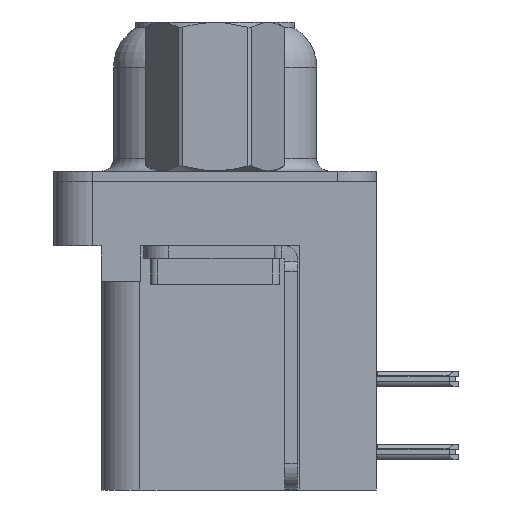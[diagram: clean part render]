
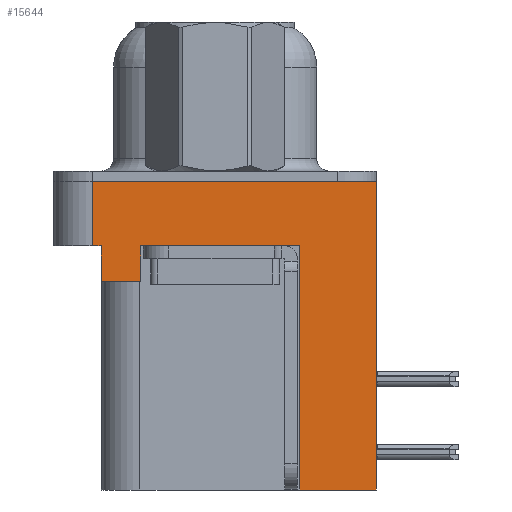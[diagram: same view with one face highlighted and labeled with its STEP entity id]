
A CAD part, left-side view. The second image highlights one B-rep face of the part: STEP entity #15644.
In plain terms, the highlighted planar face has unit normal (-1, 0, 0).
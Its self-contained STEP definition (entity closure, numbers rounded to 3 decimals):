
#38 = DIRECTION ( 'NONE',  ( 0., 1., 0. ) ) ;
#543 = VERTEX_POINT ( 'NONE', #16876 ) ;
#715 = LINE ( 'NONE', #29856, #6246 ) ;
#806 = LINE ( 'NONE', #32551, #35323 ) ;
#819 = DIRECTION ( 'NONE',  ( 0., 0., 1. ) ) ;
#947 = LINE ( 'NONE', #35178, #7349 ) ;
#1234 = CARTESIAN_POINT ( 'NONE',  ( -3., -6.275, -2.5 ) ) ;
#1543 = CARTESIAN_POINT ( 'NONE',  ( -3., -6.275, -2.5 ) ) ;
#1643 = DIRECTION ( 'NONE',  ( 0., -1., 0. ) ) ;
#2038 = VERTEX_POINT ( 'NONE', #5129 ) ;
#2288 = CARTESIAN_POINT ( 'NONE',  ( -3., 4.775, -2.5 ) ) ;
#2537 = LINE ( 'NONE', #15430, #30547 ) ;
#3024 = ORIENTED_EDGE ( 'NONE', *, *, #11625, .T. ) ;
#3032 = VERTEX_POINT ( 'NONE', #2288 ) ;
#3279 = LINE ( 'NONE', #30931, #15163 ) ;
#3447 = AXIS2_PLACEMENT_3D ( 'NONE', #22444, #9002, #819 ) ;
#4641 = VECTOR ( 'NONE', #23252, 1000. ) ;
#5129 = CARTESIAN_POINT ( 'NONE',  ( -3., -3.295, -12. ) ) ;
#5577 = LINE ( 'NONE', #1234, #24693 ) ;
#5779 = VECTOR ( 'NONE', #27557, 1000. ) ;
#6246 = VECTOR ( 'NONE', #24851, 1000. ) ;
#6938 = EDGE_CURVE ( 'NONE', #3032, #543, #18599, .T. ) ;
#7349 = VECTOR ( 'NONE', #38, 1000. ) ;
#7568 = DIRECTION ( 'NONE',  ( 0., 0., 1. ) ) ;
#8613 = VERTEX_POINT ( 'NONE', #30654 ) ;
#9002 = DIRECTION ( 'NONE',  ( -1., 0., 0. ) ) ;
#9712 = ORIENTED_EDGE ( 'NONE', *, *, #17224, .T. ) ;
#10030 = ORIENTED_EDGE ( 'NONE', *, *, #32152, .F. ) ;
#10564 = DIRECTION ( 'NONE',  ( 0., 1., 0. ) ) ;
#11625 = EDGE_CURVE ( 'NONE', #8613, #19442, #34411, .T. ) ;
#12699 = DIRECTION ( 'NONE',  ( 0., 0., 1. ) ) ;
#13118 = VECTOR ( 'NONE', #12699, 1000. ) ;
#13257 = EDGE_CURVE ( 'NONE', #35195, #18493, #28310, .T. ) ;
#13367 = CARTESIAN_POINT ( 'NONE',  ( -3., 4.425, -3.9 ) ) ;
#14188 = VECTOR ( 'NONE', #7568, 1000. ) ;
#14197 = CARTESIAN_POINT ( 'NONE',  ( -3., 2.895, -3.9 ) ) ;
#14658 = EDGE_CURVE ( 'NONE', #3032, #15172, #5577, .T. ) ;
#14922 = DIRECTION ( 'NONE',  ( 0., -1., 0. ) ) ;
#14945 = VERTEX_POINT ( 'NONE', #13367 ) ;
#15163 = VECTOR ( 'NONE', #22946, 1000. ) ;
#15172 = VERTEX_POINT ( 'NONE', #22025 ) ;
#15323 = FACE_OUTER_BOUND ( 'NONE', #23631, .T. ) ;
#15430 = CARTESIAN_POINT ( 'NONE',  ( -3., -6.275, 0. ) ) ;
#15644 = ADVANCED_FACE ( 'NONE', ( #15323 ), #17095, .T. ) ;
#16876 = CARTESIAN_POINT ( 'NONE',  ( -3., 4.775, 0. ) ) ;
#17095 = PLANE ( 'NONE',  #3447 ) ;
#17224 = EDGE_CURVE ( 'NONE', #18493, #29690, #3279, .T. ) ;
#17880 = CARTESIAN_POINT ( 'NONE',  ( -3., 4.775, -2.5 ) ) ;
#18493 = VERTEX_POINT ( 'NONE', #19317 ) ;
#18599 = LINE ( 'NONE', #17880, #13118 ) ;
#19317 = CARTESIAN_POINT ( 'NONE',  ( -3., 2.895, -2.5 ) ) ;
#19442 = VERTEX_POINT ( 'NONE', #19934 ) ;
#19934 = CARTESIAN_POINT ( 'NONE',  ( -3., -6.275, 0. ) ) ;
#22025 = CARTESIAN_POINT ( 'NONE',  ( -3., 4.425, -2.5 ) ) ;
#22444 = CARTESIAN_POINT ( 'NONE',  ( -3., -6.275, -2.5 ) ) ;
#22946 = DIRECTION ( 'NONE',  ( 0., -1., 0. ) ) ;
#23252 = DIRECTION ( 'NONE',  ( 0., 0., 1. ) ) ;
#23631 = EDGE_LOOP ( 'NONE', ( #35156, #34445, #26138, #10030, #28316, #33250, #9712, #31106, #29825, #3024 ) ) ;
#24693 = VECTOR ( 'NONE', #14922, 1000. ) ;
#24851 = DIRECTION ( 'NONE',  ( 0., 0., 1. ) ) ;
#26024 = EDGE_CURVE ( 'NONE', #2038, #29690, #31997, .T. ) ;
#26037 = EDGE_CURVE ( 'NONE', #35195, #14945, #947, .T. ) ;
#26138 = ORIENTED_EDGE ( 'NONE', *, *, #14658, .T. ) ;
#26871 = CARTESIAN_POINT ( 'NONE',  ( -3., -3.295, -12. ) ) ;
#27557 = DIRECTION ( 'NONE',  ( 0., 0., 1. ) ) ;
#28310 = LINE ( 'NONE', #14197, #5779 ) ;
#28316 = ORIENTED_EDGE ( 'NONE', *, *, #26037, .F. ) ;
#29415 = CARTESIAN_POINT ( 'NONE',  ( -3., -3.295, -2.5 ) ) ;
#29688 = EDGE_CURVE ( 'NONE', #8613, #2038, #806, .T. ) ;
#29690 = VERTEX_POINT ( 'NONE', #29415 ) ;
#29825 = ORIENTED_EDGE ( 'NONE', *, *, #29688, .F. ) ;
#29856 = CARTESIAN_POINT ( 'NONE',  ( -3., 4.425, -3.9 ) ) ;
#30547 = VECTOR ( 'NONE', #1643, 1000. ) ;
#30654 = CARTESIAN_POINT ( 'NONE',  ( -3., -6.275, -12. ) ) ;
#30931 = CARTESIAN_POINT ( 'NONE',  ( -3., -6.275, -2.5 ) ) ;
#31106 = ORIENTED_EDGE ( 'NONE', *, *, #26024, .F. ) ;
#31893 = EDGE_CURVE ( 'NONE', #543, #19442, #2537, .T. ) ;
#31997 = LINE ( 'NONE', #26871, #14188 ) ;
#32152 = EDGE_CURVE ( 'NONE', #14945, #15172, #715, .T. ) ;
#32551 = CARTESIAN_POINT ( 'NONE',  ( -3., -3.295, -12. ) ) ;
#33250 = ORIENTED_EDGE ( 'NONE', *, *, #13257, .T. ) ;
#34411 = LINE ( 'NONE', #1543, #4641 ) ;
#34445 = ORIENTED_EDGE ( 'NONE', *, *, #6938, .F. ) ;
#34466 = CARTESIAN_POINT ( 'NONE',  ( -3., 2.895, -3.9 ) ) ;
#35156 = ORIENTED_EDGE ( 'NONE', *, *, #31893, .F. ) ;
#35178 = CARTESIAN_POINT ( 'NONE',  ( -3., 4.425, -3.9 ) ) ;
#35195 = VERTEX_POINT ( 'NONE', #34466 ) ;
#35323 = VECTOR ( 'NONE', #10564, 1000. ) ;
